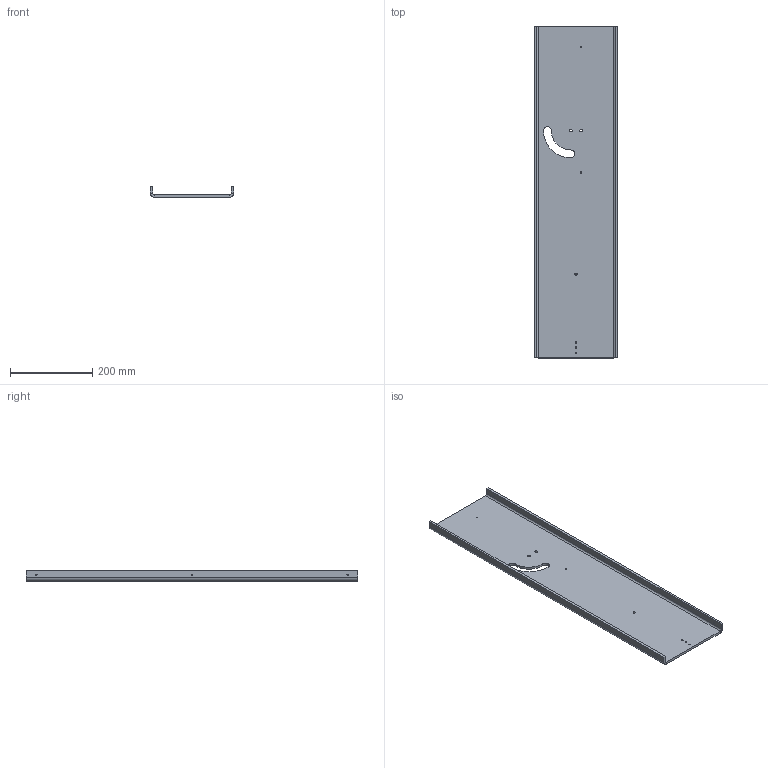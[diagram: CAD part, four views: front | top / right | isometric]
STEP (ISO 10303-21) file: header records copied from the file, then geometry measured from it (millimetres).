
FILE_DESCRIPTION(/* description */ (''),/* implementation_level */ '2;1');
FILE_NAME(/* name */ 'Side Panel Upper Reverse_Red.ipt.stp',/* time_stamp */ '2014-12-18T16:49:26-08:00',/* author */ ('Autodesk Inc.'),/* organization */ ('Autodesk Inc.'),/* preprocessor_version */ 'ST-DEVELOPER v15.6',/* originating_system */ 'Autodesk Inventor 2015',/* authorisation */ '');
FILE_SCHEMA (('AUTOMOTIVE_DESIGN { 1 0 10303 214 3 1 1 }'));
Length unit declared in the file: inch
Products named in the file (1): Side Panel Upper Reverse_Red
Bounding box: 203.2 x 806.45 x 25.4 mm (x, y, z)
Volume: 1128848.6 mm3; surface area: 391276.6 mm2
Topology: 1 solids, 1 shells, 40 faces, 98 edges, 60 vertices
Faces by surface type: cylinder 22, plane 18
Full cylindrical faces by diameter (mm): 3.259 x6, 3.556 x5, 5.334 x1, 6.706 x2
Entity records: 1241 total; most frequent: DIRECTION 210, CARTESIAN_POINT 185, ORIENTED_EDGE 168, AXIS2_PLACEMENT_3D 85, EDGE_LOOP 84, EDGE_CURVE 84, VERTEX_POINT 60, FACE_BOUND 44
